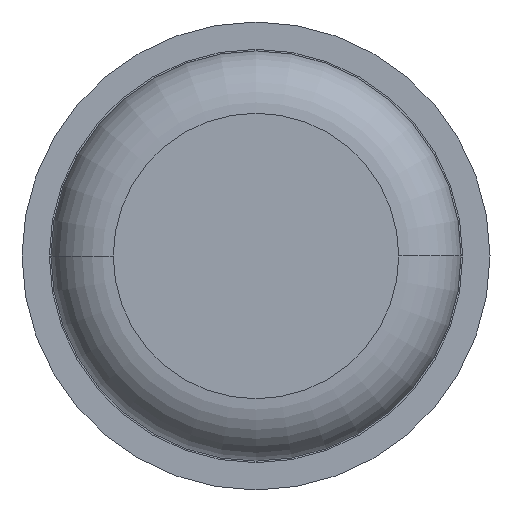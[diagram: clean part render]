
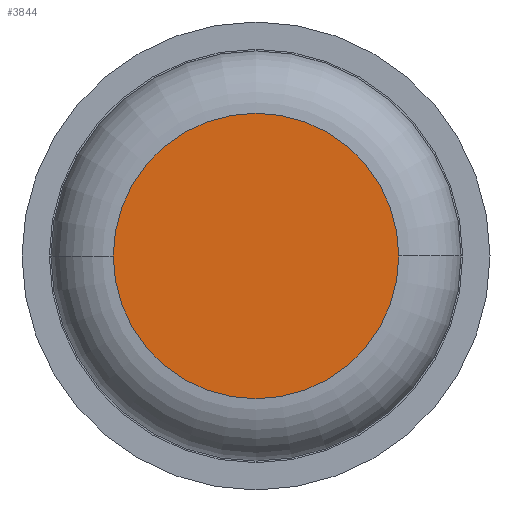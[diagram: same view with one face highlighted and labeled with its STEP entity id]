
A CAD part, front view. The second image highlights one B-rep face of the part: STEP entity #3844.
In plain terms, the highlighted planar face has unit normal (0, -1, 0).
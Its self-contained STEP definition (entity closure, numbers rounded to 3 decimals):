
#492 = CARTESIAN_POINT ( 'NONE',  ( 0., 0., 0. ) ) ;
#570 = VERTEX_POINT ( 'NONE', #2054 ) ;
#876 = DIRECTION ( 'NONE',  ( 0., 1., 0. ) ) ;
#976 = CIRCLE ( 'NONE', #1874, 0.915 ) ;
#1044 = DIRECTION ( 'NONE',  ( -1., 0., 0. ) ) ;
#1169 = DIRECTION ( 'NONE',  ( -1., 0., 0. ) ) ;
#1306 = CIRCLE ( 'NONE', #3530, 0.915 ) ;
#1308 = ORIENTED_EDGE ( 'NONE', *, *, #2952, .T. ) ;
#1329 = DIRECTION ( 'NONE',  ( 0., -1., 0. ) ) ;
#1744 = EDGE_LOOP ( 'NONE', ( #2216, #1308 ) ) ;
#1758 = VERTEX_POINT ( 'NONE', #3690 ) ;
#1850 = EDGE_CURVE ( 'Defeature ausgef�hrt1_6+Defeature ausgef�hrt1_7+Defeature ausgef�hrt1_7+Defeature ausgef�hrt1_7', #1758, #570, #976, .T. ) ;
#1874 = AXIS2_PLACEMENT_3D ( 'NONE', #3141, #1329, #1044 ) ;
#2054 = CARTESIAN_POINT ( 'NONE',  ( 0.915, 0., 0. ) ) ;
#2216 = ORIENTED_EDGE ( 'NONE', *, *, #1850, .T. ) ;
#2401 = CARTESIAN_POINT ( 'NONE',  ( 0., 0., 0. ) ) ;
#2578 = DIRECTION ( 'NONE',  ( 0., -1., 0. ) ) ;
#2952 = EDGE_CURVE ( 'Defeature ausgef�hrt1_6+Defeature ausgef�hrt1_7+Defeature ausgef�hrt1_7+Defeature ausgef�hrt1_7', #570, #1758, #1306, .T. ) ;
#2959 = PLANE ( 'NONE',  #3437 ) ;
#3141 = CARTESIAN_POINT ( 'NONE',  ( 0., 0., 0. ) ) ;
#3437 = AXIS2_PLACEMENT_3D ( 'NONE', #2401, #876, #1169 ) ;
#3476 = DIRECTION ( 'NONE',  ( -1., 0., 0. ) ) ;
#3485 = FACE_OUTER_BOUND ( 'NONE', #1744, .T. ) ;
#3530 = AXIS2_PLACEMENT_3D ( 'NONE', #492, #2578, #3476 ) ;
#3690 = CARTESIAN_POINT ( 'NONE',  ( -0.915, 0., 0. ) ) ;
#3844 = ADVANCED_FACE ( 'Defeature ausgef�hrt1_6', ( #3485 ), #2959, .F. ) ;
